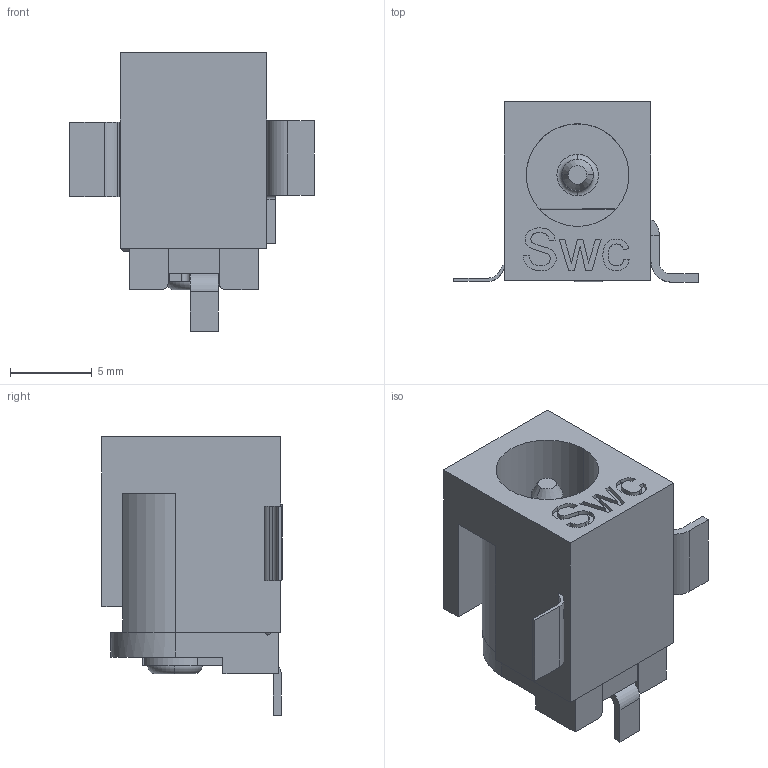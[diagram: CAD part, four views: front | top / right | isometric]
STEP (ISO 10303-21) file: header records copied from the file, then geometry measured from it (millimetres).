
FILE_DESCRIPTION (( 'STEP AP214' ), '1' );
FILE_NAME ('RASM722X.STEP', '2021-06-29T02:12:37', ( '' ), ( '' ), 'SwSTEP 2.0', 'SolidWorks 2017', '' );
FILE_SCHEMA (( 'AUTOMOTIVE_DESIGN' ));
Length unit declared in the file: inch
Products named in the file (1): RASM722X
Bounding box: 15.01 x 11.06 x 17.07 mm (x, y, z)
Volume: 1025.1 mm3; surface area: 1255.9 mm2
Topology: 6 solids, 6 shells, 154 faces, 416 edges, 280 vertices
Faces by surface type: plane 97, cylinder 26, bspline 25, torus 4, cone 2
Entity records: 6346 total; most frequent: CARTESIAN_POINT 2538, ORIENTED_EDGE 832, DIRECTION 657, EDGE_CURVE 416, VERTEX_POINT 280, VECTOR 275, LINE 275, AXIS2_PLACEMENT_3D 191
